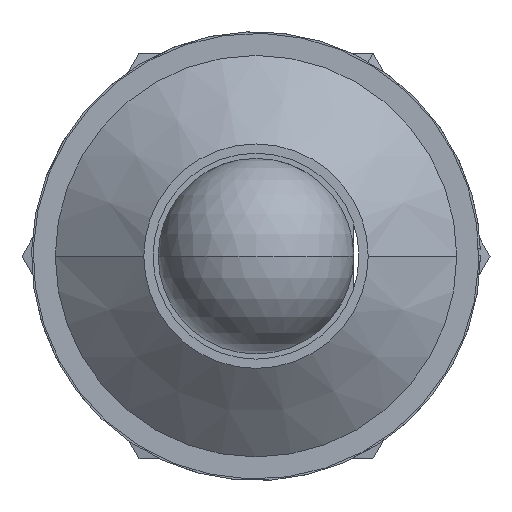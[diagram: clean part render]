
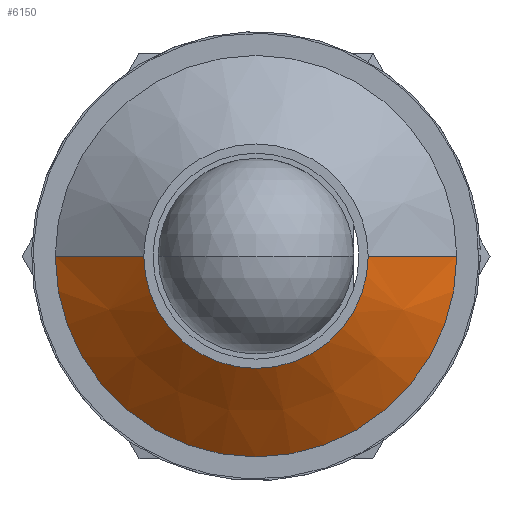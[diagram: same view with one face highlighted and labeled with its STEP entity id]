
A CAD part, left-side view. The second image highlights one B-rep face of the part: STEP entity #6150.
In plain terms, the highlighted conical face has half-angle 51.301 degrees and reference radius 4.953 mm.
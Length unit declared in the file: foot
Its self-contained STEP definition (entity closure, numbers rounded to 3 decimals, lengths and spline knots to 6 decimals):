
#483 = VERTEX_POINT ( 'NONE', #5295 ) ;
#554 = AXIS2_PLACEMENT_3D ( 'NONE', #1805, #6393, #2435 ) ;
#1163 = VERTEX_POINT ( 'NONE', #5318 ) ;
#1208 = CARTESIAN_POINT ( 'NONE',  ( 0.005741, 0., 0. ) ) ;
#1310 = FACE_OUTER_BOUND ( 'NONE', #4553, .T. ) ;
#1505 = ORIENTED_EDGE ( 'NONE', *, *, #5082, .F. ) ;
#1805 = CARTESIAN_POINT ( 'NONE',  ( 0., 0., 0. ) ) ;
#1834 = DIRECTION ( 'NONE',  ( 0., 1., 0. ) ) ;
#2435 = DIRECTION ( 'NONE',  ( 0., 1., 0. ) ) ;
#2502 = DIRECTION ( 'NONE',  ( 1., 0., 0. ) ) ;
#2508 = LINE ( 'NONE', #8185, #7391 ) ;
#2798 = CONICAL_SURFACE ( 'NONE', #8050, 0.01625, 0.895 ) ;
#2939 = CARTESIAN_POINT ( 'NONE',  ( 0., -0.009083, 0. ) ) ;
#3592 = DIRECTION ( 'NONE',  ( 0.625, -0.78, 0. ) ) ;
#3614 = DIRECTION ( 'NONE',  ( 0.625, 0.78, 0. ) ) ;
#4248 = ORIENTED_EDGE ( 'NONE', *, *, #7371, .F. ) ;
#4456 = AXIS2_PLACEMENT_3D ( 'NONE', #1208, #5787, #1834 ) ;
#4502 = EDGE_CURVE ( 'NONE', #8363, #1163, #7181, .T. ) ;
#4553 = EDGE_LOOP ( 'NONE', ( #1505, #5883, #6305, #4248 ) ) ;
#5082 = EDGE_CURVE ( 'NONE', #8363, #483, #2508, .T. ) ;
#5151 = DIRECTION ( 'NONE',  ( 0., 1., 0. ) ) ;
#5295 = CARTESIAN_POINT ( 'NONE',  ( 0.005741, -0.01625, 0. ) ) ;
#5318 = CARTESIAN_POINT ( 'NONE',  ( 0., 0.009083, 0. ) ) ;
#5787 = DIRECTION ( 'NONE',  ( 1., 0., 0. ) ) ;
#5883 = ORIENTED_EDGE ( 'NONE', *, *, #4502, .T. ) ;
#6127 = VECTOR ( 'NONE', #3614, 3.28084 ) ;
#6150 = ADVANCED_FACE ( 'NONE', ( #1310 ), #2798, .T. ) ;
#6305 = ORIENTED_EDGE ( 'NONE', *, *, #8381, .T. ) ;
#6393 = DIRECTION ( 'NONE',  ( 1., 0., 0. ) ) ;
#6461 = CARTESIAN_POINT ( 'NONE',  ( 0.005741, 0., 0. ) ) ;
#6757 = CARTESIAN_POINT ( 'NONE',  ( 0.005741, 0.01625, 0. ) ) ;
#6832 = CIRCLE ( 'NONE', #4456, 0.01625 ) ;
#6924 = VERTEX_POINT ( 'NONE', #6757 ) ;
#7181 = CIRCLE ( 'NONE', #554, 0.009083 ) ;
#7371 = EDGE_CURVE ( 'NONE', #483, #6924, #6832, .T. ) ;
#7391 = VECTOR ( 'NONE', #3592, 3.28084 ) ;
#8050 = AXIS2_PLACEMENT_3D ( 'NONE', #6461, #2502, #5151 ) ;
#8185 = CARTESIAN_POINT ( 'NONE',  ( 0.005741, -0.01625, 0. ) ) ;
#8206 = CARTESIAN_POINT ( 'NONE',  ( 0.005741, 0.01625, 0. ) ) ;
#8363 = VERTEX_POINT ( 'NONE', #2939 ) ;
#8381 = EDGE_CURVE ( 'NONE', #1163, #6924, #8384, .T. ) ;
#8384 = LINE ( 'NONE', #8206, #6127 ) ;
